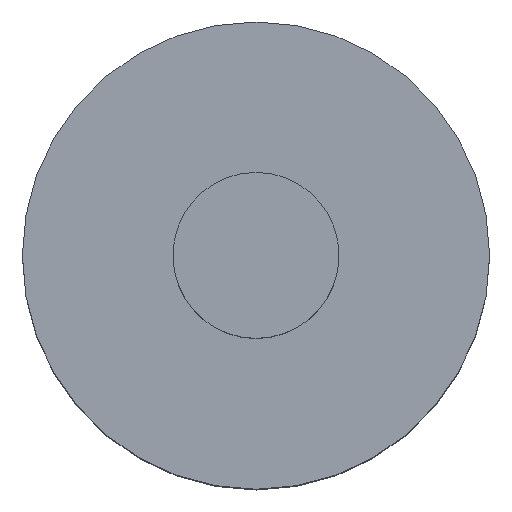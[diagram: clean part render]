
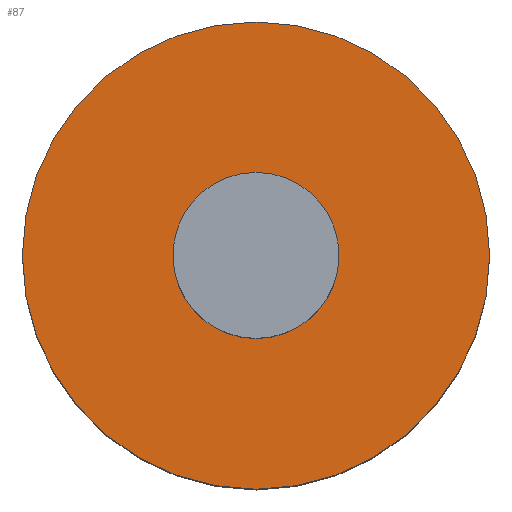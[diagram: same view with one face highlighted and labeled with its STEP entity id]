
A CAD part, top view. The second image highlights one B-rep face of the part: STEP entity #87.
In plain terms, the highlighted planar face has unit normal (0, 0, 1).
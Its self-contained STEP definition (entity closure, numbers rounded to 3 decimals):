
#6 = ORIENTED_EDGE ( 'NONE', *, *, #29, .F. ) ;
#28 = DIRECTION ( 'NONE',  ( 1., 0., 0. ) ) ;
#29 = EDGE_CURVE ( 'NONE', #246, #237, #498, .T. ) ;
#49 = AXIS2_PLACEMENT_3D ( 'NONE', #227, #531, #317 ) ;
#55 = CARTESIAN_POINT ( 'NONE',  ( 0., 0., 5. ) ) ;
#58 = VERTEX_POINT ( 'NONE', #264 ) ;
#69 = FACE_OUTER_BOUND ( 'NONE', #406, .T. ) ;
#80 = EDGE_CURVE ( 'NONE', #430, #58, #449, .T. ) ;
#87 = ADVANCED_FACE ( 'NONE', ( #189, #69 ), #115, .F. ) ;
#111 = CARTESIAN_POINT ( 'NONE',  ( -1.35, 0., 5. ) ) ;
#115 = PLANE ( 'NONE',  #333 ) ;
#143 = ORIENTED_EDGE ( 'NONE', *, *, #426, .F. ) ;
#163 = DIRECTION ( 'NONE',  ( 0., 0., 1. ) ) ;
#166 = CARTESIAN_POINT ( 'NONE',  ( 3.8, 0., 5. ) ) ;
#189 = FACE_BOUND ( 'NONE', #359, .T. ) ;
#197 = ORIENTED_EDGE ( 'NONE', *, *, #80, .F. ) ;
#221 = CARTESIAN_POINT ( 'NONE',  ( 0., 0., 5. ) ) ;
#227 = CARTESIAN_POINT ( 'NONE',  ( 0., 0., 5. ) ) ;
#237 = VERTEX_POINT ( 'NONE', #111 ) ;
#246 = VERTEX_POINT ( 'NONE', #355 ) ;
#262 = DIRECTION ( 'NONE',  ( 0., 0., -1. ) ) ;
#264 = CARTESIAN_POINT ( 'NONE',  ( -3.8, 0., 5. ) ) ;
#266 = EDGE_CURVE ( 'NONE', #58, #430, #304, .T. ) ;
#268 = DIRECTION ( 'NONE',  ( 0., 0., -1. ) ) ;
#276 = AXIS2_PLACEMENT_3D ( 'NONE', #221, #268, #484 ) ;
#286 = AXIS2_PLACEMENT_3D ( 'NONE', #55, #338, #473 ) ;
#304 = CIRCLE ( 'NONE', #49, 3.8 ) ;
#317 = DIRECTION ( 'NONE',  ( 1., 0., 0. ) ) ;
#320 = CARTESIAN_POINT ( 'NONE',  ( 0., 0., 5. ) ) ;
#324 = DIRECTION ( 'NONE',  ( -1., 0., 0. ) ) ;
#333 = AXIS2_PLACEMENT_3D ( 'NONE', #402, #262, #28 ) ;
#338 = DIRECTION ( 'NONE',  ( 0., 0., 1. ) ) ;
#349 = ORIENTED_EDGE ( 'NONE', *, *, #266, .F. ) ;
#355 = CARTESIAN_POINT ( 'NONE',  ( 1.35, 0., 5. ) ) ;
#359 = EDGE_LOOP ( 'NONE', ( #6, #143 ) ) ;
#402 = CARTESIAN_POINT ( 'NONE',  ( 0., 0., 5. ) ) ;
#406 = EDGE_LOOP ( 'NONE', ( #349, #197 ) ) ;
#426 = EDGE_CURVE ( 'NONE', #237, #246, #489, .T. ) ;
#430 = VERTEX_POINT ( 'NONE', #166 ) ;
#432 = AXIS2_PLACEMENT_3D ( 'NONE', #320, #163, #324 ) ;
#449 = CIRCLE ( 'NONE', #276, 3.8 ) ;
#473 = DIRECTION ( 'NONE',  ( -1., 0., 0. ) ) ;
#484 = DIRECTION ( 'NONE',  ( 1., 0., 0. ) ) ;
#489 = CIRCLE ( 'NONE', #432, 1.35 ) ;
#498 = CIRCLE ( 'NONE', #286, 1.35 ) ;
#531 = DIRECTION ( 'NONE',  ( 0., 0., -1. ) ) ;
